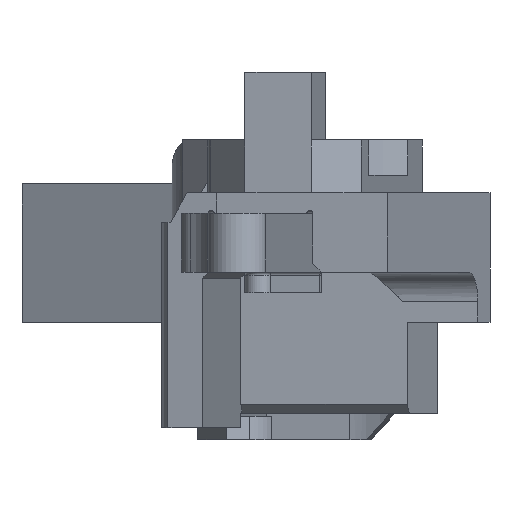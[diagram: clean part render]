
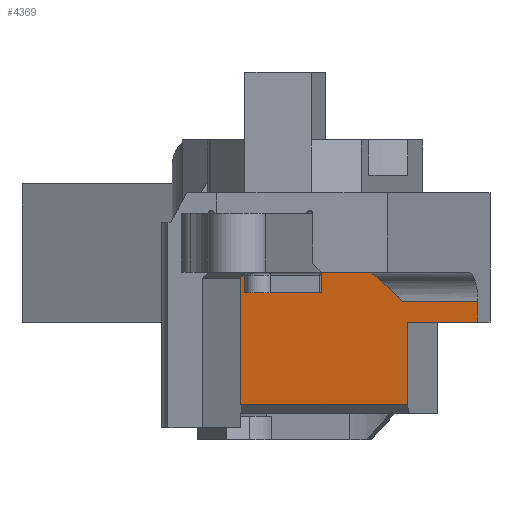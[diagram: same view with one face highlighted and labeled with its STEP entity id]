
A CAD part, front view. The second image highlights one B-rep face of the part: STEP entity #4369.
In plain terms, the highlighted planar face has unit normal (-0.186, -0.983, 0).
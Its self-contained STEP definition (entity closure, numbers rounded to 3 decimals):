
#1042=DIRECTION('',(0.983,-0.186,0.));
#1043=VECTOR('',#1042,2.449);
#1044=CARTESIAN_POINT('',(2.998,-5.961,1.8));
#1045=LINE('',#1044,#1043);
#1457=DIRECTION('',(-0.695,0.131,-0.707));
#1458=VECTOR('',#1457,0.283);
#1459=CARTESIAN_POINT('',(-2.458,-4.929,3.5));
#1460=LINE('',#1459,#1458);
#1485=DIRECTION('',(0.,0.,-1.));
#1486=VECTOR('',#1485,0.7);
#1487=CARTESIAN_POINT('',(5.405,-6.416,2.5));
#1488=LINE('',#1487,#1486);
#1489=DIRECTION('',(0.,0.,-1.));
#1490=VECTOR('',#1489,2.8);
#1491=CARTESIAN_POINT('',(2.998,-5.961,1.8));
#1492=LINE('',#1491,#1490);
#1493=DIRECTION('',(-0.983,0.186,0.));
#1494=VECTOR('',#1493,5.754);
#1495=CARTESIAN_POINT('',(2.998,-5.961,-1.));
#1496=LINE('',#1495,#1494);
#1497=DIRECTION('',(0.,0.,1.));
#1498=VECTOR('',#1497,4.3);
#1499=CARTESIAN_POINT('',(-2.655,-4.892,
-1.));
#1500=LINE('',#1499,#1498);
#1501=DIRECTION('',(0.,0.,1.));
#1502=VECTOR('',#1501,2.);
#1503=CARTESIAN_POINT('',(-2.458,-4.929,3.5));
#1504=LINE('',#1503,#1502);
#1505=CARTESIAN_POINT('',(-2.458,-4.929,
5.5));
#1506=CARTESIAN_POINT('',(-2.458,-4.929,
5.516));
#1507=CARTESIAN_POINT('',(-2.451,-4.93,
5.545));
#1508=CARTESIAN_POINT('',(-2.423,-4.936,
5.582));
#1509=CARTESIAN_POINT('',(-2.382,-4.943,
5.601));
#1510=CARTESIAN_POINT('',(-2.338,-4.952,
5.601));
#1511=CARTESIAN_POINT('',(-2.297,-4.96,
5.582));
#1512=CARTESIAN_POINT('',(-2.269,-4.965,
5.545));
#1513=CARTESIAN_POINT('',(-2.262,-4.966,
5.516));
#1514=CARTESIAN_POINT('',(-2.262,-4.966,5.5));
#1516=CARTESIAN_POINT('',(1.472,-5.672,5.5));
#1517=DIRECTION('',(0.186,0.983,0.));
#1518=DIRECTION('',(-0.983,0.186,0.));
#1519=AXIS2_PLACEMENT_3D('',#1516,#1517,#1518);
#1521=DIRECTION('',(0.695,-0.131,-0.707));
#1522=VECTOR('',#1521,1.838);
#1523=CARTESIAN_POINT('',(1.57,-5.691,3.8));
#1524=LINE('',#1523,#1522);
#1533=DIRECTION('',(-0.983,0.186,0.));
#1534=VECTOR('',#1533,2.602);
#1535=CARTESIAN_POINT('',(5.405,-6.416,2.5));
#1536=LINE('',#1535,#1534);
#1570=DIRECTION('',(0.,0.,1.));
#1571=VECTOR('',#1570,1.7);
#1572=CARTESIAN_POINT('',(1.57,-5.691,3.8));
#1573=LINE('',#1572,#1571);
#1629=DIRECTION('',(-0.983,0.186,0.));
#1630=VECTOR('',#1629,3.7);
#1631=CARTESIAN_POINT('',(1.374,-5.654,5.5));
#1632=LINE('',#1631,#1630);
#2253=CARTESIAN_POINT('',(2.998,-5.961,1.8));
#2254=VERTEX_POINT('',#2253);
#2255=CARTESIAN_POINT('',(5.405,-6.416,1.8));
#2256=VERTEX_POINT('',#2255);
#2403=CARTESIAN_POINT('',(5.405,-6.416,2.5));
#2404=VERTEX_POINT('',#2403);
#2410=CARTESIAN_POINT('',(2.848,-5.932,2.5));
#2411=VERTEX_POINT('',#2410);
#2412=CARTESIAN_POINT('',(2.998,-5.961,-1.));
#2413=VERTEX_POINT('',#2412);
#2414=CARTESIAN_POINT('',(-2.655,-4.892,
-1.));
#2415=VERTEX_POINT('',#2414);
#2416=CARTESIAN_POINT('',(-2.655,-4.892,3.3));
#2417=VERTEX_POINT('',#2416);
#2418=CARTESIAN_POINT('',(-2.458,-4.929,3.5));
#2419=VERTEX_POINT('',#2418);
#2420=CARTESIAN_POINT('',(-2.458,-4.929,
5.5));
#2421=VERTEX_POINT('',#2420);
#2422=VERTEX_POINT('',#1514);
#2423=CARTESIAN_POINT('',(1.374,-5.654,5.5));
#2424=VERTEX_POINT('',#2423);
#2425=CARTESIAN_POINT('',(1.57,-5.691,5.5));
#2426=VERTEX_POINT('',#2425);
#2427=CARTESIAN_POINT('',(1.57,-5.691,3.8));
#2428=VERTEX_POINT('',#2427);
#4338=CARTESIAN_POINT('',(1.57,-5.691,5.5));
#4339=DIRECTION('',(0.186,0.983,0.));
#4340=DIRECTION('',(-0.983,0.186,0.));
#4341=AXIS2_PLACEMENT_3D('',#4338,#4339,#4340);
#4342=PLANE('',#4341);
#4344=ORIENTED_EDGE('',*,*,#4343,.F.);
#4346=ORIENTED_EDGE('',*,*,#4345,.T.);
#4347=ORIENTED_EDGE('',*,*,#3846,.F.);
#4349=ORIENTED_EDGE('',*,*,#4348,.T.);
#4351=ORIENTED_EDGE('',*,*,#4350,.T.);
#4353=ORIENTED_EDGE('',*,*,#4352,.T.);
#4354=ORIENTED_EDGE('',*,*,#4321,.F.);
#4356=ORIENTED_EDGE('',*,*,#4355,.T.);
#4358=ORIENTED_EDGE('',*,*,#4357,.T.);
#4360=ORIENTED_EDGE('',*,*,#4359,.F.);
#4362=ORIENTED_EDGE('',*,*,#4361,.T.);
#4364=ORIENTED_EDGE('',*,*,#4363,.F.);
#4366=ORIENTED_EDGE('',*,*,#4365,.T.);
#4367=EDGE_LOOP('',(#4344,#4346,#4347,#4349,#4351,#4353,#4354,#4356,#4358,#4360,
#4362,#4364,#4366));
#4368=FACE_OUTER_BOUND('',#4367,.F.);
#1515=B_SPLINE_CURVE_WITH_KNOTS('',3,(#1505,#1506,#1507,#1508,#1509,#1510,#1511,
#1512,#1513,#1514),.UNSPECIFIED.,.F.,.F.,(4,1,1,1,1,1,1,4),(0.,
0.143,0.286,0.429,0.571,
0.714,0.857,1.),.UNSPECIFIED.);
#1520=CIRCLE('',#1519,0.1);
#3846=EDGE_CURVE('',#2254,#2256,#1045,.T.);
#4321=EDGE_CURVE('',#2419,#2417,#1460,.T.);
#4343=EDGE_CURVE('',#2404,#2411,#1536,.T.);
#4345=EDGE_CURVE('',#2404,#2256,#1488,.T.);
#4348=EDGE_CURVE('',#2254,#2413,#1492,.T.);
#4350=EDGE_CURVE('',#2413,#2415,#1496,.T.);
#4352=EDGE_CURVE('',#2415,#2417,#1500,.T.);
#4355=EDGE_CURVE('',#2419,#2421,#1504,.T.);
#4357=EDGE_CURVE('',#2421,#2422,#1515,.T.);
#4359=EDGE_CURVE('',#2424,#2422,#1632,.T.);
#4361=EDGE_CURVE('',#2424,#2426,#1520,.T.);
#4363=EDGE_CURVE('',#2428,#2426,#1573,.T.);
#4365=EDGE_CURVE('',#2428,#2411,#1524,.T.);
#4369=ADVANCED_FACE('',(#4368),#4342,.F.);
